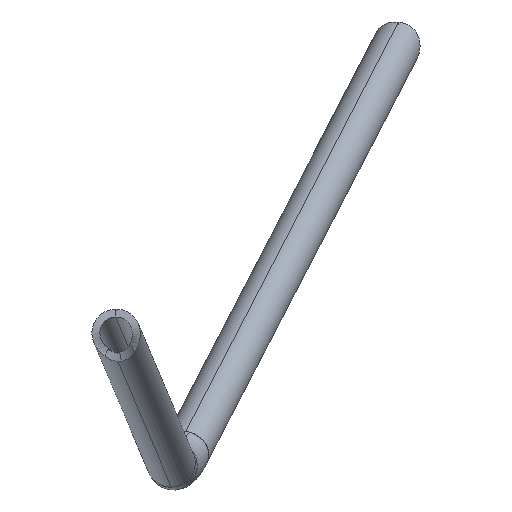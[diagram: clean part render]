
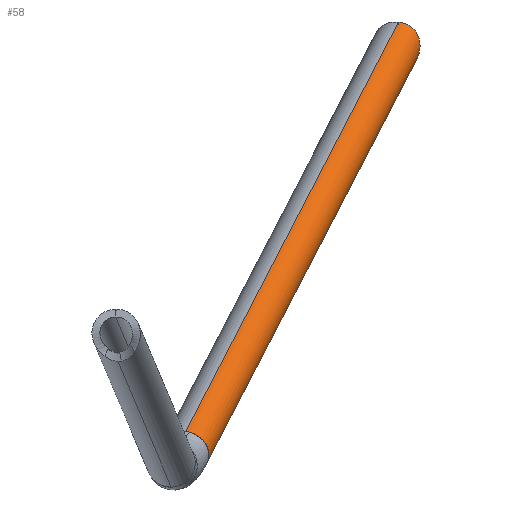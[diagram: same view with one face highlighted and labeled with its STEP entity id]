
A CAD part, top view. The second image highlights one B-rep face of the part: STEP entity #58.
In plain terms, the highlighted cylindrical face has radius 9.525 mm (diameter 19.05 mm), a partial arc.
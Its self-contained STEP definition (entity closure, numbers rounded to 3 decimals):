
#56 = DIRECTION ( 'NONE',  ( 0., -0.845, -0.535 ) ) ;
#58 = ADVANCED_FACE ( 'NONE', ( #1157 ), #1765, .T. ) ;
#66 = CARTESIAN_POINT ( 'NONE',  ( 210.439, -163.132, 10.129 ) ) ;
#74 = CARTESIAN_POINT ( 'NONE',  ( 206.055, -152.996, 11.328 ) ) ;
#84 = ORIENTED_EDGE ( 'NONE', *, *, #130, .F. ) ;
#107 = EDGE_CURVE ( 'NONE', #1563, #798, #1554, .T. ) ;
#130 = EDGE_CURVE ( 'NONE', #384, #740, #1275, .T. ) ;
#182 = B_SPLINE_CURVE_WITH_KNOTS ( 'NONE', 3,
 ( #1859, #1372, #1095, #808, #66, #1268, #1871, #516, #1117, #1726, #617, #1440, #1425, #1471, #1631, #1322, #1734, #523, #673, #1884, #860, #712, #74, #1576, #1170, #262, #529, #237, #383, #969 ),
 .UNSPECIFIED., .F., .F.,
 ( 4, 2, 2, 2, 2, 2, 2, 2, 2, 2, 2, 2, 2, 2, 4 ),
 ( 0.012, 0.014, 0.015, 0.016, 0.018, 0.019, 0.021, 0.022, 0.023, 0.025, 0.026, 0.027, 0.028, 0.029, 0.031 ),
 .UNSPECIFIED. ) ;
#226 = CARTESIAN_POINT ( 'NONE',  ( 118.177, -321.649, 261.279 ) ) ;
#237 = CARTESIAN_POINT ( 'NONE',  ( 203.076, -151.939, 11.285 ) ) ;
#254 = VECTOR ( 'NONE', #1748, 1000. ) ;
#255 = CARTESIAN_POINT ( 'NONE',  ( 200.978, -169.935, 4.19 ) ) ;
#258 = ORIENTED_EDGE ( 'NONE', *, *, #1616, .T. ) ;
#262 = CARTESIAN_POINT ( 'NONE',  ( 204.225, -152.226, 11.353 ) ) ;
#311 = ORIENTED_EDGE ( 'NONE', *, *, #1741, .T. ) ;
#356 = CARTESIAN_POINT ( 'NONE',  ( 204., -156., 0. ) ) ;
#357 = VECTOR ( 'NONE', #889, 1000. ) ;
#365 = EDGE_CURVE ( 'NONE', #384, #433, #182, .T. ) ;
#369 = CARTESIAN_POINT ( 'NONE',  ( 201.102, -169.982, 4.267 ) ) ;
#383 = CARTESIAN_POINT ( 'NONE',  ( 202.683, -151.871, 11.246 ) ) ;
#384 = VERTEX_POINT ( 'NONE', #566 ) ;
#387 = CARTESIAN_POINT ( 'NONE',  ( 200.953, -169.925, 4.175 ) ) ;
#417 = CARTESIAN_POINT ( 'NONE',  ( 202.012, -151.793, 11.153 ) ) ;
#433 = VERTEX_POINT ( 'NONE', #1654 ) ;
#489 = EDGE_LOOP ( 'NONE', ( #572, #311, #258, #1231, #1243, #959, #84 ) ) ;
#516 = CARTESIAN_POINT ( 'NONE',  ( 210.612, -161.182, 10.385 ) ) ;
#523 = CARTESIAN_POINT ( 'NONE',  ( 208.246, -154.675, 11.094 ) ) ;
#529 = CARTESIAN_POINT ( 'NONE',  ( 203.845, -152.117, 11.339 ) ) ;
#566 = CARTESIAN_POINT ( 'NONE',  ( 209.496, -166.087, 9.496 ) ) ;
#572 = ORIENTED_EDGE ( 'NONE', *, *, #365, .T. ) ;
#617 = CARTESIAN_POINT ( 'NONE',  ( 210.509, -159.604, 10.548 ) ) ;
#658 = CARTESIAN_POINT ( 'NONE',  ( 118.177, -329.694, 256.179 ) ) ;
#673 = CARTESIAN_POINT ( 'NONE',  ( 207.968, -154.394, 11.137 ) ) ;
#711 = CARTESIAN_POINT ( 'NONE',  ( 201.077, -169.972, 4.252 ) ) ;
#712 = CARTESIAN_POINT ( 'NONE',  ( 206.398, -153.193, 11.306 ) ) ;
#740 = VERTEX_POINT ( 'NONE', #369 ) ;
#798 = VERTEX_POINT ( 'NONE', #1316 ) ;
#808 = CARTESIAN_POINT ( 'NONE',  ( 210.365, -163.521, 10.067 ) ) ;
#810 = CARTESIAN_POINT ( 'NONE',  ( 202.245, -151.818, 11.187 ) ) ;
#820 = DIRECTION ( 'NONE',  ( -0.267, -0.516, 0.814 ) ) ;
#836 = CARTESIAN_POINT ( 'NONE',  ( 204.087, -172.161, 7.84 ) ) ;
#860 = CARTESIAN_POINT ( 'NONE',  ( 207.055, -153.629, 11.249 ) ) ;
#861 = CARTESIAN_POINT ( 'NONE',  ( 201.102, -169.982, 4.267 ) ) ;
#877 = CARTESIAN_POINT ( 'NONE',  ( 200.953, -169.925, 4.175 ) ) ;
#889 = DIRECTION ( 'NONE',  ( -0.267, -0.516, 0.814 ) ) ;
#912 = CARTESIAN_POINT ( 'NONE',  ( 204., -164.044, -5.1 ) ) ;
#959 = ORIENTED_EDGE ( 'NONE', *, *, #1624, .T. ) ;
#969 = CARTESIAN_POINT ( 'NONE',  ( 202.291, -151.823, 11.193 ) ) ;
#974 = LINE ( 'NONE', #1598, #254 ) ;
#1000 = CARTESIAN_POINT ( 'NONE',  ( 201.027, -169.954, 4.221 ) ) ;
#1042 = LINE ( 'NONE', #912, #357 ) ;
#1095 = CARTESIAN_POINT ( 'NONE',  ( 210.088, -164.662, 9.862 ) ) ;
#1107 = AXIS2_PLACEMENT_3D ( 'NONE', #226, #820, #1882 ) ;
#1117 = CARTESIAN_POINT ( 'NONE',  ( 210.607, -160.789, 10.428 ) ) ;
#1157 = FACE_OUTER_BOUND ( 'NONE', #489, .T. ) ;
#1170 = CARTESIAN_POINT ( 'NONE',  ( 204.972, -152.489, 11.362 ) ) ;
#1231 = ORIENTED_EDGE ( 'NONE', *, *, #107, .F. ) ;
#1240 = CARTESIAN_POINT ( 'NONE',  ( 202.291, -151.823, 11.193 ) ) ;
#1243 = ORIENTED_EDGE ( 'NONE', *, *, #1695, .F. ) ;
#1261 = CARTESIAN_POINT ( 'NONE',  ( 202.151, -151.807, 11.174 ) ) ;
#1268 = CARTESIAN_POINT ( 'NONE',  ( 210.547, -162.355, 10.242 ) ) ;
#1275 =( BOUNDED_CURVE ( )  B_SPLINE_CURVE ( 3, ( #1306, #1298, #836, #861 ),
 .UNSPECIFIED., .F., .T. ) 
 B_SPLINE_CURVE_WITH_KNOTS ( ( 4, 4 ),
 ( 5.691, 6.875 ),
 .UNSPECIFIED. ) 
 CURVE ( )  GEOMETRIC_REPRESENTATION_ITEM ( )  RATIONAL_B_SPLINE_CURVE ( ( 1., 0.887, 0.887, 1. ) ) 
 REPRESENTATION_ITEM ( '' )  );
#1279 = B_SPLINE_CURVE_WITH_KNOTS ( 'NONE', 3,
 ( #387, #255, #1000, #711, #1899 ),
 .UNSPECIFIED., .F., .F.,
 ( 4, 1, 4 ),
 ( 0., 0., 0. ),
 .UNSPECIFIED. ) ;
#1298 = CARTESIAN_POINT ( 'NONE',  ( 207.244, -170.697, 9.806 ) ) ;
#1306 = CARTESIAN_POINT ( 'NONE',  ( 209.496, -166.087, 9.496 ) ) ;
#1316 = CARTESIAN_POINT ( 'NONE',  ( 118.177, -313.605, 266.379 ) ) ;
#1322 = CARTESIAN_POINT ( 'NONE',  ( 208.986, -155.584, 10.966 ) ) ;
#1372 = CARTESIAN_POINT ( 'NONE',  ( 209.831, -165.392, 9.699 ) ) ;
#1386 = CARTESIAN_POINT ( 'NONE',  ( 202.058, -151.798, 11.16 ) ) ;
#1425 = CARTESIAN_POINT ( 'NONE',  ( 210.079, -157.685, 10.731 ) ) ;
#1440 = CARTESIAN_POINT ( 'NONE',  ( 210.302, -158.438, 10.661 ) ) ;
#1453 = AXIS2_PLACEMENT_3D ( 'NONE', #356, #1543, #56 ) ;
#1471 = CARTESIAN_POINT ( 'NONE',  ( 209.591, -156.599, 10.846 ) ) ;
#1543 = DIRECTION ( 'NONE',  ( -0.267, -0.516, 0.814 ) ) ;
#1554 = CIRCLE ( 'NONE', #1107, 9.525 ) ;
#1563 = VERTEX_POINT ( 'NONE', #658 ) ;
#1576 = CARTESIAN_POINT ( 'NONE',  ( 205.342, -152.644, 11.357 ) ) ;
#1598 = CARTESIAN_POINT ( 'NONE',  ( 204., -147.956, 5.1 ) ) ;
#1616 = EDGE_CURVE ( 'NONE', #1705, #798, #974, .T. ) ;
#1624 = EDGE_CURVE ( 'NONE', #1671, #740, #1279, .T. ) ;
#1631 = CARTESIAN_POINT ( 'NONE',  ( 209.404, -156.247, 10.885 ) ) ;
#1654 = CARTESIAN_POINT ( 'NONE',  ( 202.291, -151.823, 11.193 ) ) ;
#1671 = VERTEX_POINT ( 'NONE', #877 ) ;
#1695 = EDGE_CURVE ( 'NONE', #1671, #1563, #1042, .T. ) ;
#1705 = VERTEX_POINT ( 'NONE', #417 ) ;
#1726 = CARTESIAN_POINT ( 'NONE',  ( 210.556, -160.001, 10.509 ) ) ;
#1734 = CARTESIAN_POINT ( 'NONE',  ( 208.754, -155.269, 11.009 ) ) ;
#1741 = EDGE_CURVE ( 'NONE', #433, #1705, #1790, .T. ) ;
#1748 = DIRECTION ( 'NONE',  ( -0.267, -0.516, 0.814 ) ) ;
#1765 = CYLINDRICAL_SURFACE ( 'NONE', #1453, 9.525 ) ;
#1790 = B_SPLINE_CURVE_WITH_KNOTS ( 'NONE', 3,
 ( #1240, #810, #1261, #1386, #1863 ),
 .UNSPECIFIED., .F., .F.,
 ( 4, 1, 4 ),
 ( 0.031, 0.031, 0.031 ),
 .UNSPECIFIED. ) ;
#1859 = CARTESIAN_POINT ( 'NONE',  ( 209.496, -166.087, 9.496 ) ) ;
#1863 = CARTESIAN_POINT ( 'NONE',  ( 202.012, -151.793, 11.153 ) ) ;
#1871 = CARTESIAN_POINT ( 'NONE',  ( 210.582, -161.964, 10.292 ) ) ;
#1882 = DIRECTION ( 'NONE',  ( 0., -0.845, -0.535 ) ) ;
#1884 = CARTESIAN_POINT ( 'NONE',  ( 207.37, -153.869, 11.215 ) ) ;
#1899 = CARTESIAN_POINT ( 'NONE',  ( 201.102, -169.982, 4.267 ) ) ;
